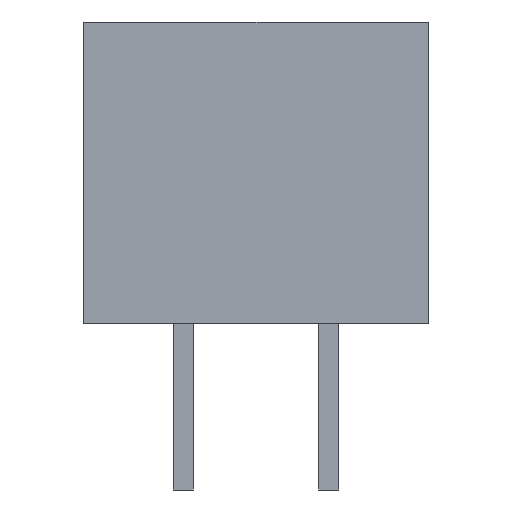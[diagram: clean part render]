
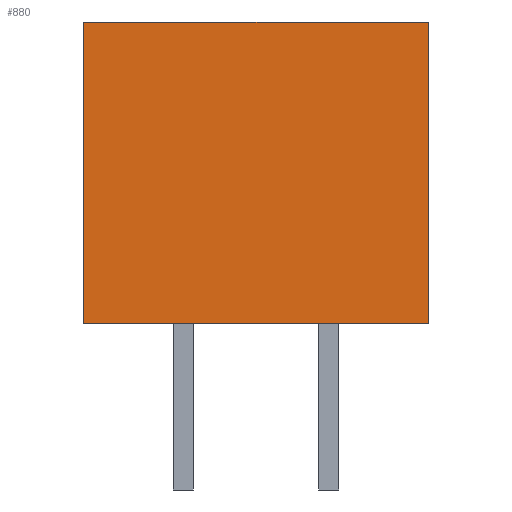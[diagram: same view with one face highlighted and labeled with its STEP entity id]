
A CAD part, left-side view. The second image highlights one B-rep face of the part: STEP entity #880.
In plain terms, the highlighted planar face has unit normal (-1, 0, 0).
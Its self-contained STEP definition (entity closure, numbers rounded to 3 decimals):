
#880=ADVANCED_FACE('',(#2340),#1610,.T.);
#1610=PLANE('',#12348);
#2340=FACE_OUTER_BOUND('',#3068,.T.);
#3068=EDGE_LOOP('',(#3809,#3810,#3811,#3812));
#3809=ORIENTED_EDGE('',*,*,#7711,.F.);
#3810=ORIENTED_EDGE('',*,*,#7712,.F.);
#3811=ORIENTED_EDGE('',*,*,#7713,.T.);
#3812=ORIENTED_EDGE('',*,*,#7714,.T.);
#6733=VERTEX_POINT('',#16025);
#6734=VERTEX_POINT('',#16026);
#6735=VERTEX_POINT('',#16028);
#6736=VERTEX_POINT('',#16030);
#7711=EDGE_CURVE('',#6733,#6734,#9175,.T.);
#7712=EDGE_CURVE('',#6735,#6733,#9176,.T.);
#7713=EDGE_CURVE('',#6735,#6736,#9177,.T.);
#7714=EDGE_CURVE('',#6736,#6734,#9178,.T.);
#9175=LINE('',#16024,#10639);
#9176=LINE('',#16027,#10640);
#9177=LINE('',#16029,#10641);
#9178=LINE('',#16031,#10642);
#10639=VECTOR('',#13093,1.);
#10640=VECTOR('',#13094,1.);
#10641=VECTOR('',#13095,1.);
#10642=VECTOR('',#13096,1.);
#12348=AXIS2_PLACEMENT_3D('',#16032,#13097,#13098);
#13093=DIRECTION('',(0.,0.,-1.));
#13094=DIRECTION('',(0.,-1.,0.));
#13095=DIRECTION('',(0.,0.,-1.));
#13096=DIRECTION('',(0.,-1.,0.));
#13097=DIRECTION('',(-1.,0.,0.));
#13098=DIRECTION('',(0.,0.,1.));
#16024=CARTESIAN_POINT('',(-28.05,-3.,5.25));
#16025=CARTESIAN_POINT('',(-28.05,-3.,5.25));
#16026=CARTESIAN_POINT('',(-28.05,-3.,0.));
#16027=CARTESIAN_POINT('',(-28.05,3.,5.25));
#16028=CARTESIAN_POINT('',(-28.05,3.,5.25));
#16029=CARTESIAN_POINT('',(-28.05,3.,5.25));
#16030=CARTESIAN_POINT('',(-28.05,3.,0.));
#16031=CARTESIAN_POINT('',(-28.05,3.,0.));
#16032=CARTESIAN_POINT('',(-28.05,3.,5.25));
